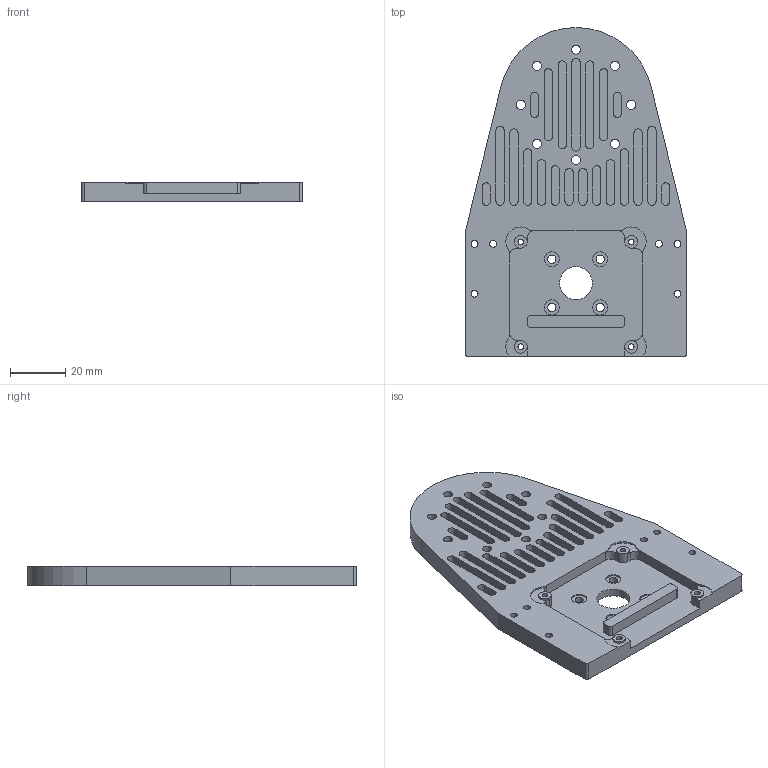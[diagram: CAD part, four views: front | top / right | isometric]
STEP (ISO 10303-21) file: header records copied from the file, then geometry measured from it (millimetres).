
FILE_DESCRIPTION(('FreeCAD Model'),'2;1');
FILE_NAME('Open CASCADE Shape Model','2022-06-12T14:19:12',(''),(''), 'Open CASCADE STEP processor 7.5','FreeCAD','Unknown');
FILE_SCHEMA(('AUTOMOTIVE_DESIGN { 1 0 10303 214 1 1 1 1 }'));
Length unit declared in the file: millimetre
Products named in the file (1): Heatsink
Bounding box: 80 x 119.15 x 7 mm (x, y, z)
Volume: 42336.4 mm3; surface area: 23784.4 mm2
Topology: 1 solids, 1 shells, 189 faces, 487 edges, 326 vertices
Faces by surface type: plane 99, cylinder 90
Full cylindrical faces by diameter (mm): 2.05 x4, 2.5 x6, 3 x4, 3.3 x8, 4.6 x4, 5.5 x4, 12 x1
Entity records: 12329 total; most frequent: CARTESIAN_POINT 2107, DIRECTION 2008, LINE 1073, VECTOR 1073, ORIENTED_EDGE 974, PCURVE 974, DEFINITIONAL_REPRESENTATION 974, EDGE_CURVE 487
